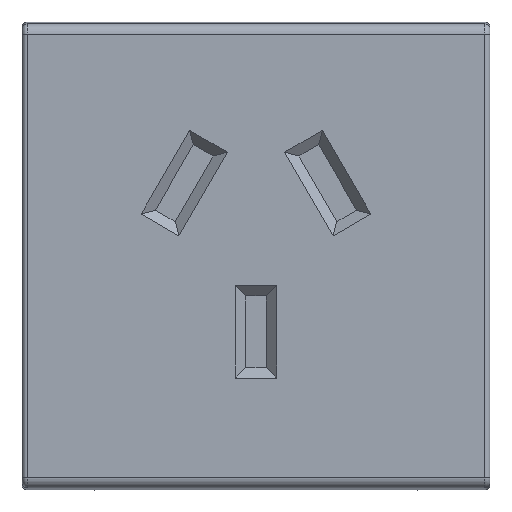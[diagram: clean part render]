
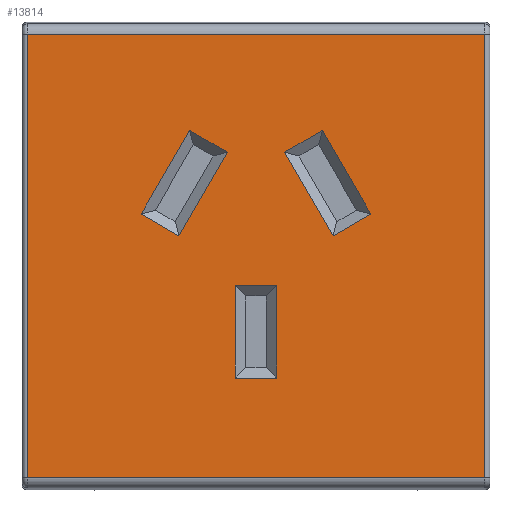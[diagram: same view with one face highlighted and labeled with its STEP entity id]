
A CAD part, top view. The second image highlights one B-rep face of the part: STEP entity #13814.
In plain terms, the highlighted planar face has unit normal (0, 0, 1).
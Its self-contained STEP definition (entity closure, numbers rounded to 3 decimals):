
#13699=AXIS2_PLACEMENT_3D('Plane Axis2P3D',#13696,#13697,#13698) ;
#13574=CARTESIAN_POINT('Vertex',(20.5,10.75,40.4)) ;
#13588=CARTESIAN_POINT('Vertex',(20.5,19.65,40.4)) ;
#13591=CARTESIAN_POINT('Line Origine',(20.5,15.2,40.4)) ;
#13612=CARTESIAN_POINT('Vertex',(24.5,10.75,40.4)) ;
#13622=CARTESIAN_POINT('Line Origine',(22.5,10.75,40.4)) ;
#13681=CARTESIAN_POINT('Vertex',(24.5,19.65,40.4)) ;
#13684=CARTESIAN_POINT('Line Origine',(22.5,19.65,40.4)) ;
#13696=CARTESIAN_POINT('Axis2P3D Location',(22.5,22.5,40.4)) ;
#13701=CARTESIAN_POINT('Line Origine',(22.5,1.18,40.4)) ;
#13705=CARTESIAN_POINT('Vertex',(44.5,1.18,40.4)) ;
#13707=CARTESIAN_POINT('Vertex',(0.5,1.18,40.4)) ;
#13710=CARTESIAN_POINT('Line Origine',(44.5,22.5,40.4)) ;
#13714=CARTESIAN_POINT('Vertex',(44.5,43.82,40.4)) ;
#13717=CARTESIAN_POINT('Line Origine',(22.5,43.82,40.4)) ;
#13721=CARTESIAN_POINT('Vertex',(0.5,43.82,40.4)) ;
#13724=CARTESIAN_POINT('Line Origine',(0.5,22.5,40.4)) ;
#13735=CARTESIAN_POINT('Line Origine',(31.219,30.55,40.4)) ;
#13739=CARTESIAN_POINT('Vertex',(33.544,26.523,40.4)) ;
#13741=CARTESIAN_POINT('Vertex',(28.894,34.577,40.4)) ;
#13744=CARTESIAN_POINT('Line Origine',(31.725,25.473,40.4)) ;
#13748=CARTESIAN_POINT('Vertex',(29.906,24.423,40.4)) ;
#13751=CARTESIAN_POINT('Line Origine',(27.581,28.45,40.4)) ;
#13755=CARTESIAN_POINT('Vertex',(25.256,32.477,40.4)) ;
#13758=CARTESIAN_POINT('Line Origine',(27.075,33.527,40.4)) ;
#13769=CARTESIAN_POINT('Line Origine',(17.925,33.527,40.4)) ;
#13773=CARTESIAN_POINT('Vertex',(19.744,32.477,40.4)) ;
#13775=CARTESIAN_POINT('Vertex',(16.106,34.577,40.4)) ;
#13778=CARTESIAN_POINT('Line Origine',(17.419,28.45,40.4)) ;
#13782=CARTESIAN_POINT('Vertex',(15.094,24.423,40.4)) ;
#13785=CARTESIAN_POINT('Line Origine',(13.275,25.473,40.4)) ;
#13789=CARTESIAN_POINT('Vertex',(11.456,26.523,40.4)) ;
#13792=CARTESIAN_POINT('Line Origine',(13.781,30.55,40.4)) ;
#13803=CARTESIAN_POINT('Line Origine',(24.5,15.2,40.4)) ;
#13592=DIRECTION('Vector Direction',(0.,-1.,0.)) ;
#13623=DIRECTION('Vector Direction',(1.,0.,0.)) ;
#13685=DIRECTION('Vector Direction',(-1.,0.,0.)) ;
#13697=DIRECTION('Axis2P3D Direction',(0.,0.,1.)) ;
#13698=DIRECTION('Axis2P3D XDirection',(-1.,0.,0.)) ;
#13702=DIRECTION('Vector Direction',(-1.,0.,0.)) ;
#13711=DIRECTION('Vector Direction',(0.,-1.,0.)) ;
#13718=DIRECTION('Vector Direction',(1.,0.,0.)) ;
#13725=DIRECTION('Vector Direction',(0.,-1.,0.)) ;
#13736=DIRECTION('Vector Direction',(0.5,-0.866,0.)) ;
#13745=DIRECTION('Vector Direction',(-0.866,-0.5,0.)) ;
#13752=DIRECTION('Vector Direction',(-0.5,0.866,0.)) ;
#13759=DIRECTION('Vector Direction',(0.866,0.5,0.)) ;
#13770=DIRECTION('Vector Direction',(-0.866,0.5,0.)) ;
#13779=DIRECTION('Vector Direction',(0.5,0.866,0.)) ;
#13786=DIRECTION('Vector Direction',(0.866,-0.5,0.)) ;
#13793=DIRECTION('Vector Direction',(-0.5,-0.866,0.)) ;
#13804=DIRECTION('Vector Direction',(0.,1.,0.)) ;
#13593=VECTOR('Line Direction',#13592,1.) ;
#13624=VECTOR('Line Direction',#13623,1.) ;
#13686=VECTOR('Line Direction',#13685,1.) ;
#13703=VECTOR('Line Direction',#13702,1.) ;
#13712=VECTOR('Line Direction',#13711,1.) ;
#13719=VECTOR('Line Direction',#13718,1.) ;
#13726=VECTOR('Line Direction',#13725,1.) ;
#13737=VECTOR('Line Direction',#13736,1.) ;
#13746=VECTOR('Line Direction',#13745,1.) ;
#13753=VECTOR('Line Direction',#13752,1.) ;
#13760=VECTOR('Line Direction',#13759,1.) ;
#13771=VECTOR('Line Direction',#13770,1.) ;
#13780=VECTOR('Line Direction',#13779,1.) ;
#13787=VECTOR('Line Direction',#13786,1.) ;
#13794=VECTOR('Line Direction',#13793,1.) ;
#13805=VECTOR('Line Direction',#13804,1.) ;
#13730=ORIENTED_EDGE('',*,*,#13709,.F.) ;
#13731=ORIENTED_EDGE('',*,*,#13716,.F.) ;
#13732=ORIENTED_EDGE('',*,*,#13723,.T.) ;
#13733=ORIENTED_EDGE('',*,*,#13728,.T.) ;
#13764=ORIENTED_EDGE('',*,*,#13743,.F.) ;
#13765=ORIENTED_EDGE('',*,*,#13750,.F.) ;
#13766=ORIENTED_EDGE('',*,*,#13757,.F.) ;
#13767=ORIENTED_EDGE('',*,*,#13762,.F.) ;
#13798=ORIENTED_EDGE('',*,*,#13777,.F.) ;
#13799=ORIENTED_EDGE('',*,*,#13784,.F.) ;
#13800=ORIENTED_EDGE('',*,*,#13791,.F.) ;
#13801=ORIENTED_EDGE('',*,*,#13796,.F.) ;
#13809=ORIENTED_EDGE('',*,*,#13807,.F.) ;
#13810=ORIENTED_EDGE('',*,*,#13626,.F.) ;
#13811=ORIENTED_EDGE('',*,*,#13595,.F.) ;
#13812=ORIENTED_EDGE('',*,*,#13688,.F.) ;
#13768=FACE_BOUND('',#13763,.T.) ;
#13802=FACE_BOUND('',#13797,.T.) ;
#13813=FACE_BOUND('',#13808,.T.) ;
#13814=ADVANCED_FACE('1450830000.1\\0043424-MOD-1.1\\Hauptk\X2\00F6\X0\rper',(#13734,#13768,#13802,#13813),#13700,.T.) ;
#13595=EDGE_CURVE('',#13589,#13575,#13594,.T.) ;
#13626=EDGE_CURVE('',#13575,#13613,#13625,.T.) ;
#13688=EDGE_CURVE('',#13682,#13589,#13687,.T.) ;
#13709=EDGE_CURVE('',#13706,#13708,#13704,.T.) ;
#13716=EDGE_CURVE('',#13715,#13706,#13713,.T.) ;
#13723=EDGE_CURVE('',#13715,#13722,#13720,.F.) ;
#13728=EDGE_CURVE('',#13722,#13708,#13727,.T.) ;
#13743=EDGE_CURVE('',#13740,#13742,#13738,.F.) ;
#13750=EDGE_CURVE('',#13749,#13740,#13747,.F.) ;
#13757=EDGE_CURVE('',#13756,#13749,#13754,.F.) ;
#13762=EDGE_CURVE('',#13742,#13756,#13761,.F.) ;
#13777=EDGE_CURVE('',#13774,#13776,#13772,.T.) ;
#13784=EDGE_CURVE('',#13783,#13774,#13781,.T.) ;
#13791=EDGE_CURVE('',#13790,#13783,#13788,.T.) ;
#13796=EDGE_CURVE('',#13776,#13790,#13795,.T.) ;
#13807=EDGE_CURVE('',#13613,#13682,#13806,.T.) ;
#13729=EDGE_LOOP('',(#13730,#13731,#13732,#13733)) ;
#13763=EDGE_LOOP('',(#13764,#13765,#13766,#13767)) ;
#13797=EDGE_LOOP('',(#13798,#13799,#13800,#13801)) ;
#13808=EDGE_LOOP('',(#13809,#13810,#13811,#13812)) ;
#13734=FACE_OUTER_BOUND('',#13729,.T.) ;
#13594=LINE('Line',#13591,#13593) ;
#13625=LINE('Line',#13622,#13624) ;
#13687=LINE('Line',#13684,#13686) ;
#13704=LINE('Line',#13701,#13703) ;
#13713=LINE('Line',#13710,#13712) ;
#13720=LINE('Line',#13717,#13719) ;
#13727=LINE('Line',#13724,#13726) ;
#13738=LINE('Line',#13735,#13737) ;
#13747=LINE('Line',#13744,#13746) ;
#13754=LINE('Line',#13751,#13753) ;
#13761=LINE('Line',#13758,#13760) ;
#13772=LINE('Line',#13769,#13771) ;
#13781=LINE('Line',#13778,#13780) ;
#13788=LINE('Line',#13785,#13787) ;
#13795=LINE('Line',#13792,#13794) ;
#13806=LINE('Line',#13803,#13805) ;
#13700=PLANE('',#13699) ;
#13575=VERTEX_POINT('',#13574) ;
#13589=VERTEX_POINT('',#13588) ;
#13613=VERTEX_POINT('',#13612) ;
#13682=VERTEX_POINT('',#13681) ;
#13706=VERTEX_POINT('',#13705) ;
#13708=VERTEX_POINT('',#13707) ;
#13715=VERTEX_POINT('',#13714) ;
#13722=VERTEX_POINT('',#13721) ;
#13740=VERTEX_POINT('',#13739) ;
#13742=VERTEX_POINT('',#13741) ;
#13749=VERTEX_POINT('',#13748) ;
#13756=VERTEX_POINT('',#13755) ;
#13774=VERTEX_POINT('',#13773) ;
#13776=VERTEX_POINT('',#13775) ;
#13783=VERTEX_POINT('',#13782) ;
#13790=VERTEX_POINT('',#13789) ;
